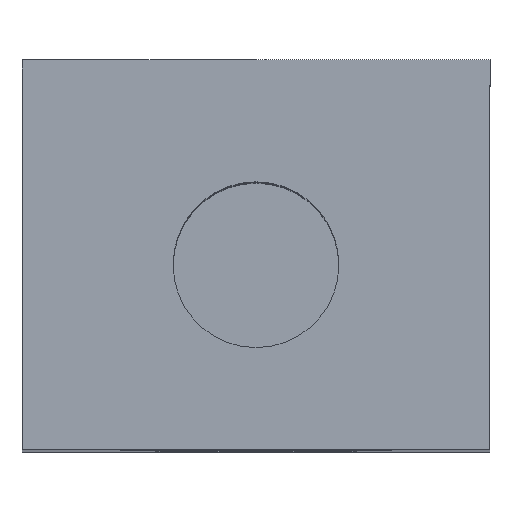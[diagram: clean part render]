
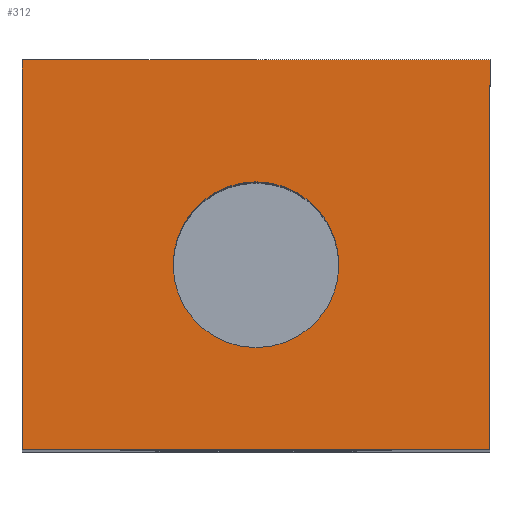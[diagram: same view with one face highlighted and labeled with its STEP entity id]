
A CAD part, top view. The second image highlights one B-rep face of the part: STEP entity #312.
In plain terms, the highlighted planar face has unit normal (0, 0, 1).
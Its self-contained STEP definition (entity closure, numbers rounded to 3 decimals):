
#21=FACE_BOUND('',#77,.T.);
#34=PLANE('',#358);
#52=FACE_OUTER_BOUND('',#76,.T.);
#76=EDGE_LOOP('',(#283,#284,#285,#286));
#77=EDGE_LOOP('',(#287));
#100=LINE('',#510,#131);
#103=LINE('',#516,#134);
#106=LINE('',#522,#137);
#109=LINE('',#526,#140);
#131=VECTOR('',#425,10.);
#134=VECTOR('',#430,10.);
#137=VECTOR('',#435,10.);
#140=VECTOR('',#440,10.);
#148=CIRCLE('',#353,2.125);
#166=VERTEX_POINT('',#500);
#169=VERTEX_POINT('',#507);
#170=VERTEX_POINT('',#509);
#172=VERTEX_POINT('',#515);
#174=VERTEX_POINT('',#521);
#200=EDGE_CURVE('',#166,#166,#148,.T.);
#204=EDGE_CURVE('',#170,#169,#100,.T.);
#207=EDGE_CURVE('',#172,#170,#103,.T.);
#210=EDGE_CURVE('',#174,#172,#106,.T.);
#213=EDGE_CURVE('',#169,#174,#109,.T.);
#283=ORIENTED_EDGE('',*,*,#213,.T.);
#284=ORIENTED_EDGE('',*,*,#210,.T.);
#285=ORIENTED_EDGE('',*,*,#207,.T.);
#286=ORIENTED_EDGE('',*,*,#204,.T.);
#287=ORIENTED_EDGE('',*,*,#200,.T.);
#312=ADVANCED_FACE('',(#52,#21),#34,.T.);
#353=AXIS2_PLACEMENT_3D('',#501,#418,#419);
#358=AXIS2_PLACEMENT_3D('',#527,#441,#442);
#418=DIRECTION('center_axis',(0.,0.,-1.));
#419=DIRECTION('ref_axis',(-1.,0.,0.));
#425=DIRECTION('',(1.,0.,0.));
#430=DIRECTION('',(0.,-1.,0.));
#435=DIRECTION('',(-1.,0.,0.));
#440=DIRECTION('',(0.,1.,0.));
#441=DIRECTION('center_axis',(0.,0.,1.));
#442=DIRECTION('ref_axis',(1.,0.,0.));
#500=CARTESIAN_POINT('',(2.125,-0.25,30.));
#501=CARTESIAN_POINT('Origin',(0.,-0.25,
30.));
#507=CARTESIAN_POINT('',(6.,-5.,30.));
#509=CARTESIAN_POINT('',(-6.,-5.,30.));
#510=CARTESIAN_POINT('',(-6.,-5.,30.));
#515=CARTESIAN_POINT('',(-6.,5.,30.));
#516=CARTESIAN_POINT('',(-6.,5.,30.));
#521=CARTESIAN_POINT('',(6.,5.,30.));
#522=CARTESIAN_POINT('',(6.,5.,30.));
#526=CARTESIAN_POINT('',(6.,-5.,30.));
#527=CARTESIAN_POINT('Origin',(0.,0.,
30.));
